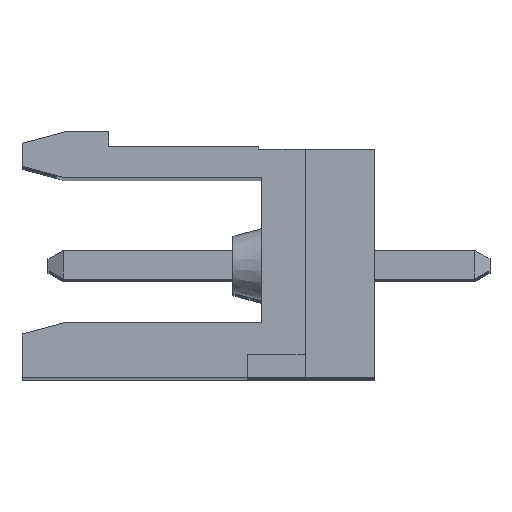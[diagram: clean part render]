
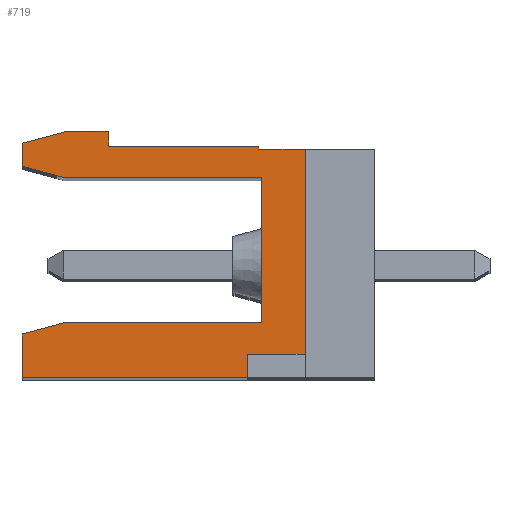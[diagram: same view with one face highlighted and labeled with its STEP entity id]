
A CAD part, top view. The second image highlights one B-rep face of the part: STEP entity #719.
In plain terms, the highlighted planar face has unit normal (0, 0, 1).
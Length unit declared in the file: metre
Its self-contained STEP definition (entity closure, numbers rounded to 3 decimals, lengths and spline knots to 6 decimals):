
#719=ADVANCED_FACE('',(#1878),#1879,.F.);
#1878=FACE_OUTER_BOUND('',#3470,.T.);
#1879=PLANE('',#3471);
#3470=EDGE_LOOP('',(#5782,#5783,#5784,#5785,#5786,#5787,#5788,#5789,#5790,#5791,#5792,#5793,#5794,#5795,#5796,#5797,#5798));
#3471=AXIS2_PLACEMENT_3D('',#5799,#5800,#5801);
#5782=ORIENTED_EDGE('',*,*,#10119,.T.);
#5783=ORIENTED_EDGE('',*,*,#10038,.T.);
#5784=ORIENTED_EDGE('',*,*,#10120,.F.);
#5785=ORIENTED_EDGE('',*,*,#10121,.T.);
#5786=ORIENTED_EDGE('',*,*,#10122,.F.);
#5787=ORIENTED_EDGE('',*,*,#9834,.F.);
#5788=ORIENTED_EDGE('',*,*,#10123,.F.);
#5789=ORIENTED_EDGE('',*,*,#10124,.T.);
#5790=ORIENTED_EDGE('',*,*,#10125,.F.);
#5791=ORIENTED_EDGE('',*,*,#9608,.F.);
#5792=ORIENTED_EDGE('',*,*,#10126,.F.);
#5793=ORIENTED_EDGE('',*,*,#9591,.F.);
#5794=ORIENTED_EDGE('',*,*,#10127,.F.);
#5795=ORIENTED_EDGE('',*,*,#10128,.F.);
#5796=ORIENTED_EDGE('',*,*,#10129,.F.);
#5797=ORIENTED_EDGE('',*,*,#10130,.F.);
#5798=ORIENTED_EDGE('',*,*,#10131,.T.);
#5799=CARTESIAN_POINT('',(0.197225,0.26481,0.04693));
#5800=DIRECTION('',(0.0,0.0,-1.0));
#5801=DIRECTION('',(0.0,-1.0,0.0));
#9591=EDGE_CURVE('',#11535,#11530,#11537,.T.);
#9608=EDGE_CURVE('',#11567,#11569,#11570,.T.);
#9834=EDGE_CURVE('',#11978,#11812,#11980,.T.);
#10038=EDGE_CURVE('',#12289,#12325,#12327,.T.);
#10119=EDGE_CURVE('',#12451,#12289,#12452,.T.);
#10120=EDGE_CURVE('',#12453,#12325,#12454,.T.);
#10121=EDGE_CURVE('',#12453,#12455,#12456,.T.);
#10122=EDGE_CURVE('',#11812,#12455,#12457,.T.);
#10123=EDGE_CURVE('',#12458,#11978,#12459,.T.);
#10124=EDGE_CURVE('',#12458,#12460,#12461,.T.);
#10125=EDGE_CURVE('',#11569,#12460,#12462,.T.);
#10126=EDGE_CURVE('',#11530,#11567,#12463,.T.);
#10127=EDGE_CURVE('',#12464,#11535,#12465,.T.);
#10128=EDGE_CURVE('',#12466,#12464,#12467,.T.);
#10129=EDGE_CURVE('',#12468,#12466,#12469,.T.);
#10130=EDGE_CURVE('',#12470,#12468,#12471,.T.);
#10131=EDGE_CURVE('',#12470,#12451,#12472,.T.);
#11530=VERTEX_POINT('',#14336);
#11535=VERTEX_POINT('',#14343);
#11537=LINE('',#14346,#14347);
#11567=VERTEX_POINT('',#14390);
#11569=VERTEX_POINT('',#14393);
#11570=LINE('',#14394,#14395);
#11812=VERTEX_POINT('',#14757);
#11978=VERTEX_POINT('',#15010);
#11980=LINE('',#15013,#15014);
#12289=VERTEX_POINT('',#15469);
#12325=VERTEX_POINT('',#15515);
#12327=LINE('',#15518,#15519);
#12451=VERTEX_POINT('',#15700);
#12452=LINE('',#15701,#15702);
#12453=VERTEX_POINT('',#15703);
#12454=LINE('',#15704,#15705);
#12455=VERTEX_POINT('',#15706);
#12456=LINE('',#15707,#15708);
#12457=LINE('',#15709,#15710);
#12458=VERTEX_POINT('',#15711);
#12459=LINE('',#15712,#15713);
#12460=VERTEX_POINT('',#15714);
#12461=LINE('',#15715,#15716);
#12462=LINE('',#15717,#15718);
#12463=LINE('',#15719,#15720);
#12464=VERTEX_POINT('',#15721);
#12465=LINE('',#15722,#15723);
#12466=VERTEX_POINT('',#15724);
#12467=LINE('',#15725,#15726);
#12468=VERTEX_POINT('',#15727);
#12469=LINE('',#15728,#15729);
#12470=VERTEX_POINT('',#15730);
#12471=LINE('',#15731,#15732);
#12472=LINE('',#15733,#15734);
#14336=CARTESIAN_POINT('',(0.202425,0.26421,0.04693));
#14343=CARTESIAN_POINT('',(0.197225,0.26421,0.04693));
#14346=CARTESIAN_POINT('',(0.202425,0.26421,0.04693));
#14347=VECTOR('',#18107,1.0);
#14390=CARTESIAN_POINT('',(0.202425,0.26411,0.04693));
#14393=CARTESIAN_POINT('',(0.204025,0.26411,0.04693));
#14394=CARTESIAN_POINT('',(0.204025,0.26411,0.04693));
#14395=VECTOR('',#18122,1.0);
#14757=CARTESIAN_POINT('',(0.194225,0.25621,0.04693));
#15010=CARTESIAN_POINT('',(0.202025,0.25621,0.04693));
#15013=CARTESIAN_POINT('',(0.194225,0.25621,0.04693));
#15014=VECTOR('',#18331,1.0);
#15469=CARTESIAN_POINT('',(0.202525,0.26311,0.04693));
#15515=CARTESIAN_POINT('',(0.202525,0.25811,0.04693));
#15518=CARTESIAN_POINT('',(0.202525,0.26481,0.04693));
#15519=VECTOR('',#18525,1.0);
#15700=CARTESIAN_POINT('',(0.195718,0.26311,0.04693));
#15701=CARTESIAN_POINT('',(0.197225,0.26311,0.04693));
#15702=VECTOR('',#18598,1.0);
#15703=CARTESIAN_POINT('',(0.195725,0.25811,0.04693));
#15704=CARTESIAN_POINT('',(0.197225,0.25811,0.04693));
#15705=VECTOR('',#18599,1.0);
#15706=CARTESIAN_POINT('',(0.194225,0.257708,0.04693));
#15707=CARTESIAN_POINT('',(0.194225,0.257708,0.04693));
#15708=VECTOR('',#18600,1.0);
#15709=CARTESIAN_POINT('',(0.194225,0.26441,0.04693));
#15710=VECTOR('',#18601,1.0);
#15711=CARTESIAN_POINT('',(0.202025,0.25701,0.04693));
#15712=CARTESIAN_POINT('',(0.202025,0.26481,0.04693));
#15713=VECTOR('',#18602,1.0);
#15714=CARTESIAN_POINT('',(0.204025,0.25701,0.04693));
#15715=CARTESIAN_POINT('',(0.197225,0.25701,0.04693));
#15716=VECTOR('',#18603,1.0);
#15717=CARTESIAN_POINT('',(0.204025,0.25621,0.04693));
#15718=VECTOR('',#18604,1.0);
#15719=CARTESIAN_POINT('',(0.202425,0.26411,0.04693));
#15720=VECTOR('',#18605,1.0);
#15721=CARTESIAN_POINT('',(0.197225,0.26471,0.04693));
#15722=CARTESIAN_POINT('',(0.197225,0.26431,0.04693));
#15723=VECTOR('',#18606,1.0);
#15724=CARTESIAN_POINT('',(0.195718,0.26471,0.04693));
#15725=CARTESIAN_POINT('',(0.197225,0.26471,0.04693));
#15726=VECTOR('',#18607,1.0);
#15727=CARTESIAN_POINT('',(0.194225,0.26431,0.04693));
#15728=CARTESIAN_POINT('',(0.195718,0.26471,0.04693));
#15729=VECTOR('',#18608,1.0);
#15730=CARTESIAN_POINT('',(0.194225,0.26351,0.04693));
#15731=CARTESIAN_POINT('',(0.194225,0.26441,0.04693));
#15732=VECTOR('',#18609,1.0);
#15733=CARTESIAN_POINT('',(0.196699,0.262847,0.04693));
#15734=VECTOR('',#18610,1.0);
#18107=DIRECTION('',(1.0,0.0,0.0));
#18122=DIRECTION('',(1.0,0.0,0.0));
#18331=DIRECTION('',(-1.0,0.0,0.0));
#18525=DIRECTION('',(0.,-1.0,0.0));
#18598=DIRECTION('',(1.0,0.0,0.0));
#18599=DIRECTION('',(1.0,0.0,0.0));
#18600=DIRECTION('',(-0.966,-0.259,0.0));
#18601=DIRECTION('',(0.0,1.0,0.0));
#18602=DIRECTION('',(0.0,-1.0,0.0));
#18603=DIRECTION('',(1.0,0.0,0.0));
#18604=DIRECTION('',(0.0,-1.0,0.0));
#18605=DIRECTION('',(0.0,-1.0,0.0));
#18606=DIRECTION('',(0.,-1.0,-0.0));
#18607=DIRECTION('',(1.0,0.0,0.0));
#18608=DIRECTION('',(0.966,0.259,0.0));
#18609=DIRECTION('',(0.0,1.0,0.0));
#18610=DIRECTION('',(0.966,-0.259,0.0));
